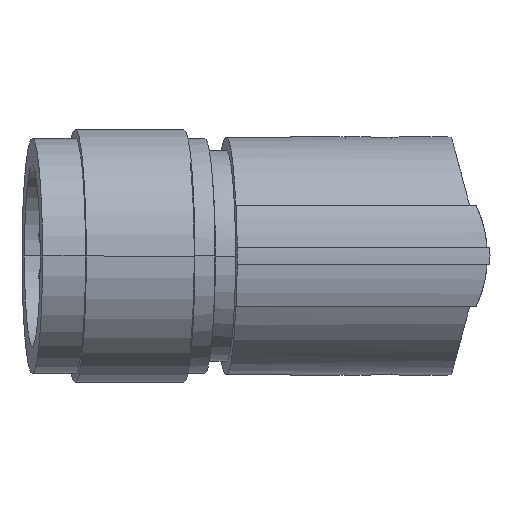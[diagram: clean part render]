
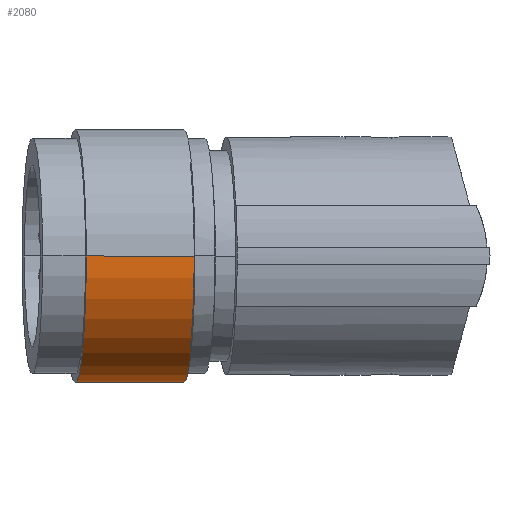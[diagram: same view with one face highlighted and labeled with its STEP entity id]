
A CAD part, left-side view. The second image highlights one B-rep face of the part: STEP entity #2080.
In plain terms, the highlighted cylindrical face has radius 5 mm (diameter 10 mm), a partial arc.
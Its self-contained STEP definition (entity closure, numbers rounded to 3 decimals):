
#1540=CARTESIAN_POINT('',(-23.306,7.272,
0.));
#1550=DIRECTION('',(0.087,-0.996,
0.));
#1560=DIRECTION('',(0.996,0.087,
0.));
#1570=AXIS2_PLACEMENT_3D('',#1540,#1550,#1560);
#1580=CIRCLE('',#1570,5.);
#1590=CARTESIAN_POINT('',(-18.325,7.708,
0.));
#1600=VERTEX_POINT('',#1590);
#1610=CARTESIAN_POINT('',(-28.287,6.836,
0.));
#1620=VERTEX_POINT('',#1610);
#1650=EDGE_CURVE('',#1620,#1600,#1580,.T.);
#1770=CARTESIAN_POINT('',(-23.28,6.983,
0.));
#1780=DIRECTION('',(0.087,-0.996,
0.));
#1790=DIRECTION('',(0.996,0.087,
0.));
#1800=AXIS2_PLACEMENT_3D('',#1770,#1780,#1790);
#1810=CYLINDRICAL_SURFACE('',#1800,5.);
#1820=CARTESIAN_POINT('',(-28.261,6.548,
0.));
#1830=DIRECTION('',(0.087,-0.996,
0.));
#1840=VECTOR('',#1830,1.);
#1850=LINE('',#1820,#1840);
#1860=CARTESIAN_POINT('',(-28.661,11.12,
0.));
#1870=VERTEX_POINT('',#1860);
#1880=EDGE_CURVE('',#1870,#1620,#1850,.T.);
#1890=ORIENTED_EDGE('',*,*,#1880,.F.);
#1900=ORIENTED_EDGE('',*,*,#1650,.F.);
#1910=CARTESIAN_POINT('',(-18.299,7.419,
0.));
#1920=DIRECTION('',(0.087,-0.996,
0.));
#1930=VECTOR('',#1920,1.);
#1940=LINE('',#1910,#1930);
#1950=CARTESIAN_POINT('',(-18.699,11.992,
0.));
#1960=VERTEX_POINT('',#1950);
#1970=EDGE_CURVE('',#1960,#1600,#1940,.T.);
#1980=ORIENTED_EDGE('',*,*,#1970,.T.);
#1990=CARTESIAN_POINT('',(-23.68,11.556,
0.));
#2000=DIRECTION('',(0.087,-0.996,
0.));
#2010=DIRECTION('',(0.996,0.087,
0.));
#2020=AXIS2_PLACEMENT_3D('',#1990,#2000,#2010);
#2030=CIRCLE('',#2020,5.);
#2040=EDGE_CURVE('',#1870,#1960,#2030,.T.);
#2050=ORIENTED_EDGE('',*,*,#2040,.T.);
#2060=EDGE_LOOP('',(#2050,#1980,#1900,#1890));
#2070=FACE_OUTER_BOUND('',#2060,.T.);
#2080=ADVANCED_FACE('',(#2070),#1810,.T.);
